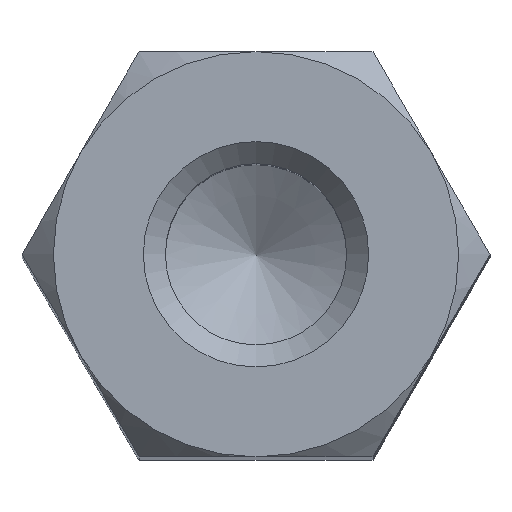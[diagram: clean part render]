
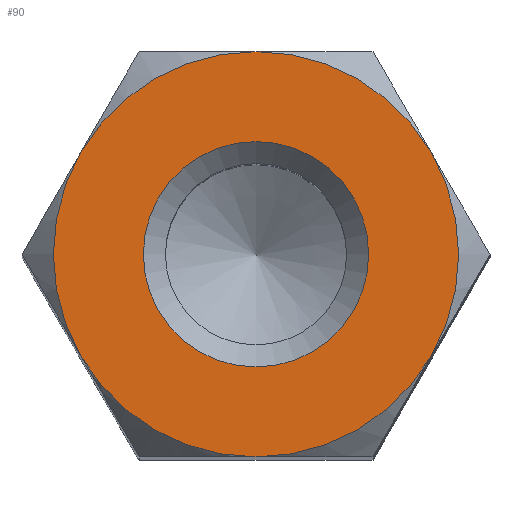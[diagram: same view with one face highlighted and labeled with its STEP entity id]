
A CAD part, top view. The second image highlights one B-rep face of the part: STEP entity #90.
In plain terms, the highlighted planar face has unit normal (0, 0, 1).
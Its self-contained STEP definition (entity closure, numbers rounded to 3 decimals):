
#90 = ADVANCED_FACE( '', ( #187, #188 ), #189, .F. );
#187 = FACE_BOUND( '', #288, .T. );
#188 = FACE_OUTER_BOUND( '', #289, .T. );
#189 = PLANE( '', #290 );
#288 = EDGE_LOOP( '', ( #467 ) );
#289 = EDGE_LOOP( '', ( #468, #469, #470, #471, #472, #473 ) );
#290 = AXIS2_PLACEMENT_3D( '', #474, #475, #476 );
#467 = ORIENTED_EDGE( '', *, *, #601, .T. );
#468 = ORIENTED_EDGE( '', *, *, #597, .T. );
#469 = ORIENTED_EDGE( '', *, *, #602, .T. );
#470 = ORIENTED_EDGE( '', *, *, #573, .T. );
#471 = ORIENTED_EDGE( '', *, *, #561, .T. );
#472 = ORIENTED_EDGE( '', *, *, #584, .T. );
#473 = ORIENTED_EDGE( '', *, *, #564, .T. );
#474 = CARTESIAN_POINT( '', ( 0., 0., 13.5 ) );
#475 = DIRECTION( '', ( 0., 0., -1. ) );
#476 = DIRECTION( '', ( -1., 0., 0. ) );
#561 = EDGE_CURVE( '', #661, #620, #662, .F. );
#564 = EDGE_CURVE( '', #656, #665, #666, .T. );
#573 = EDGE_CURVE( '', #633, #661, #675, .F. );
#584 = EDGE_CURVE( '', #620, #656, #690, .F. );
#597 = EDGE_CURVE( '', #665, #643, #706, .F. );
#601 = EDGE_CURVE( '', #710, #710, #711, .T. );
#602 = EDGE_CURVE( '', #643, #633, #712, .F. );
#620 = VERTEX_POINT( '', #738 );
#633 = VERTEX_POINT( '', #777 );
#643 = VERTEX_POINT( '', #816 );
#656 = VERTEX_POINT( '', #855 );
#661 = VERTEX_POINT( '', #881 );
#662 = CIRCLE( '', #882, 2.75 );
#665 = VERTEX_POINT( '', #892 );
#666 = CIRCLE( '', #893, 2.75 );
#675 = CIRCLE( '', #912, 2.75 );
#690 = CIRCLE( '', #946, 2.75 );
#706 = CIRCLE( '', #974, 2.75 );
#710 = VERTEX_POINT( '', #978 );
#711 = CIRCLE( '', #979, 1.53 );
#712 = CIRCLE( '', #980, 2.75 );
#738 = CARTESIAN_POINT( '', ( 2.382, 1.375, 13.5 ) );
#777 = CARTESIAN_POINT( '', ( 0., -2.75, 13.5 ) );
#816 = CARTESIAN_POINT( '', ( -2.382, -1.375, 13.5 ) );
#855 = CARTESIAN_POINT( '', ( 0., 2.75, 13.5 ) );
#881 = CARTESIAN_POINT( '', ( 2.382, -1.375, 13.5 ) );
#882 = AXIS2_PLACEMENT_3D( '', #998, #999, #1000 );
#892 = CARTESIAN_POINT( '', ( -2.382, 1.375, 13.5 ) );
#893 = AXIS2_PLACEMENT_3D( '', #1001, #1002, #1003 );
#912 = AXIS2_PLACEMENT_3D( '', #1010, #1011, #1012 );
#946 = AXIS2_PLACEMENT_3D( '', #1022, #1023, #1024 );
#974 = AXIS2_PLACEMENT_3D( '', #1037, #1038, #1039 );
#978 = CARTESIAN_POINT( '', ( 0., 1.53, 13.5 ) );
#979 = AXIS2_PLACEMENT_3D( '', #1043, #1044, #1045 );
#980 = AXIS2_PLACEMENT_3D( '', #1046, #1047, #1048 );
#998 = CARTESIAN_POINT( '', ( 0., 0., 13.5 ) );
#999 = DIRECTION( '', ( 0., 0., -1. ) );
#1000 = DIRECTION( '', ( -1., 0., 0. ) );
#1001 = CARTESIAN_POINT( '', ( 0., 0., 13.5 ) );
#1002 = DIRECTION( '', ( 0., 0., 1. ) );
#1003 = DIRECTION( '', ( 1., 0., 0. ) );
#1010 = CARTESIAN_POINT( '', ( 0., 0., 13.5 ) );
#1011 = DIRECTION( '', ( 0., 0., -1. ) );
#1012 = DIRECTION( '', ( -1., 0., 0. ) );
#1022 = CARTESIAN_POINT( '', ( 0., 0., 13.5 ) );
#1023 = DIRECTION( '', ( 0., 0., -1. ) );
#1024 = DIRECTION( '', ( -1., 0., 0. ) );
#1037 = CARTESIAN_POINT( '', ( 0., 0., 13.5 ) );
#1038 = DIRECTION( '', ( 0., 0., -1. ) );
#1039 = DIRECTION( '', ( -1., 0., 0. ) );
#1043 = CARTESIAN_POINT( '', ( 0., 0., 13.5 ) );
#1044 = DIRECTION( '', ( 0., 0., -1. ) );
#1045 = DIRECTION( '', ( 0., 1., 0. ) );
#1046 = CARTESIAN_POINT( '', ( 0., 0., 13.5 ) );
#1047 = DIRECTION( '', ( 0., 0., -1. ) );
#1048 = DIRECTION( '', ( -1., 0., 0. ) );
